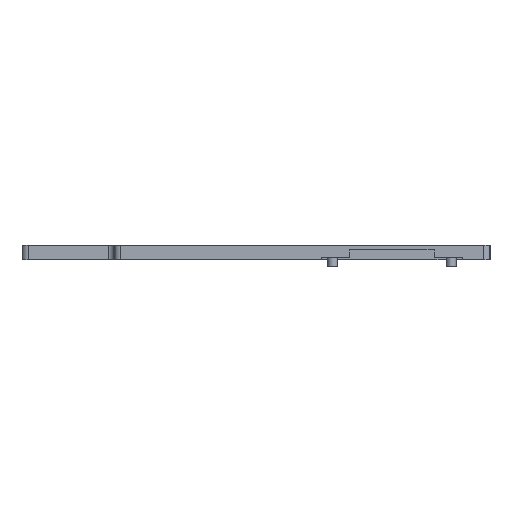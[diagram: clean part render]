
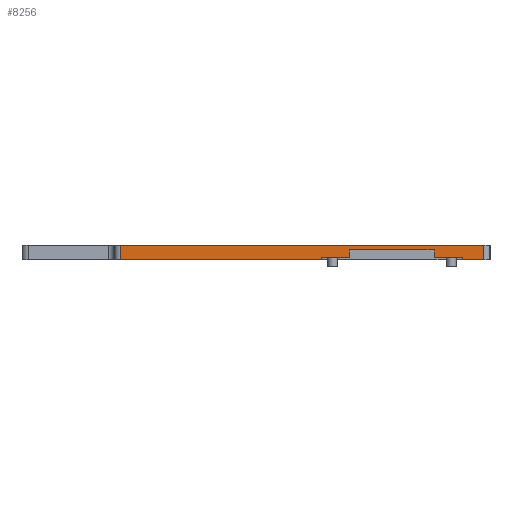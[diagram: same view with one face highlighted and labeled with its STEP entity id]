
A CAD part, left-side view. The second image highlights one B-rep face of the part: STEP entity #8256.
In plain terms, the highlighted planar face has unit normal (-1, 0, 0).
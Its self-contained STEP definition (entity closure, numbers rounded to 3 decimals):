
#967=CARTESIAN_POINT('',(-110.25,-47.033,11.));
#968=VERTEX_POINT('',#967);
#976=CARTESIAN_POINT('',(-110.25,-42.533,11.));
#977=VERTEX_POINT('',#976);
#978=CARTESIAN_POINT('',(-110.25,-42.533,11.));
#979=DIRECTION('',(0.,-1.,0.));
#980=VECTOR('',#979,4.5);
#981=LINE('',#978,#980);
#982=EDGE_CURVE('',#977,#968,#981,.T.);
#1000=CARTESIAN_POINT('',(-110.25,-13.533,11.));
#1001=VERTEX_POINT('',#1000);
#1008=CARTESIAN_POINT('',(-110.25,27.967,11.));
#1009=VERTEX_POINT('',#1008);
#1010=CARTESIAN_POINT('',(-110.25,27.967,11.));
#1011=DIRECTION('',(0.,-1.,0.));
#1012=VECTOR('',#1011,41.5);
#1013=LINE('',#1010,#1012);
#1014=EDGE_CURVE('',#1009,#1001,#1013,.T.);
#7932=CARTESIAN_POINT('',(-110.25,27.967,14.));
#7933=VERTEX_POINT('',#7932);
#7941=CARTESIAN_POINT('',(-110.25,-47.033,14.));
#7942=VERTEX_POINT('',#7941);
#7943=CARTESIAN_POINT('',(-110.25,27.967,14.));
#7944=DIRECTION('',(0.,-1.,0.));
#7945=VECTOR('',#7944,75.);
#7946=LINE('',#7943,#7945);
#7947=EDGE_CURVE('',#7933,#7942,#7946,.T.);
#8180=CARTESIAN_POINT('',(-110.25,-45.428,11.));
#8181=DIRECTION('',(-1.,0.,0.));
#8182=DIRECTION('',(0.,0.,1.));
#8183=AXIS2_PLACEMENT_3D('',#8180,#8181,#8182);
#8184=PLANE('',#8183);
#8185=ORIENTED_EDGE('',*,*,#982,.T.);
#8186=CARTESIAN_POINT('',(-110.25,-47.033,11.));
#8187=DIRECTION('',(0.,0.,1.));
#8188=VECTOR('',#8187,3.);
#8189=LINE('',#8186,#8188);
#8190=EDGE_CURVE('',#968,#7942,#8189,.T.);
#8191=ORIENTED_EDGE('',*,*,#8190,.T.);
#8192=ORIENTED_EDGE('',*,*,#7947,.F.);
#8193=CARTESIAN_POINT('',(-110.25,27.967,14.));
#8194=DIRECTION('',(-0.,-0.,-1.));
#8195=VECTOR('',#8194,3.);
#8196=LINE('',#8193,#8195);
#8197=EDGE_CURVE('',#7933,#1009,#8196,.T.);
#8198=ORIENTED_EDGE('',*,*,#8197,.T.);
#8199=ORIENTED_EDGE('',*,*,#1014,.T.);
#8200=CARTESIAN_POINT('',(-110.25,-13.533,11.5));
#8201=VERTEX_POINT('',#8200);
#8202=CARTESIAN_POINT('',(-110.25,-13.533,11.5));
#8203=DIRECTION('',(0.,0.,-1.));
#8204=VECTOR('',#8203,0.5);
#8205=LINE('',#8202,#8204);
#8206=EDGE_CURVE('',#8201,#1001,#8205,.T.);
#8207=ORIENTED_EDGE('',*,*,#8206,.F.);
#8208=CARTESIAN_POINT('',(-110.25,-19.323,11.5));
#8209=VERTEX_POINT('',#8208);
#8210=CARTESIAN_POINT('',(-110.25,-13.533,11.5));
#8211=DIRECTION('',(0.,-1.,0.));
#8212=VECTOR('',#8211,5.79);
#8213=LINE('',#8210,#8212);
#8214=EDGE_CURVE('',#8201,#8209,#8213,.T.);
#8215=ORIENTED_EDGE('',*,*,#8214,.T.);
#8216=CARTESIAN_POINT('',(-110.25,-19.323,13.));
#8217=VERTEX_POINT('',#8216);
#8218=CARTESIAN_POINT('',(-110.25,-19.323,13.));
#8219=DIRECTION('',(0.,0.,-1.));
#8220=VECTOR('',#8219,1.5);
#8221=LINE('',#8218,#8220);
#8222=EDGE_CURVE('',#8217,#8209,#8221,.T.);
#8223=ORIENTED_EDGE('',*,*,#8222,.F.);
#8224=CARTESIAN_POINT('',(-110.25,-36.744,13.));
#8225=VERTEX_POINT('',#8224);
#8226=CARTESIAN_POINT('',(-110.25,-19.323,13.));
#8227=DIRECTION('',(0.,-1.,0.));
#8228=VECTOR('',#8227,17.421);
#8229=LINE('',#8226,#8228);
#8230=EDGE_CURVE('',#8217,#8225,#8229,.T.);
#8231=ORIENTED_EDGE('',*,*,#8230,.T.);
#8232=CARTESIAN_POINT('',(-110.25,-36.744,11.5));
#8233=VERTEX_POINT('',#8232);
#8234=CARTESIAN_POINT('',(-110.25,-36.744,13.));
#8235=DIRECTION('',(0.,0.,-1.));
#8236=VECTOR('',#8235,1.5);
#8237=LINE('',#8234,#8236);
#8238=EDGE_CURVE('',#8225,#8233,#8237,.T.);
#8239=ORIENTED_EDGE('',*,*,#8238,.T.);
#8240=CARTESIAN_POINT('',(-110.25,-42.533,11.5));
#8241=VERTEX_POINT('',#8240);
#8242=CARTESIAN_POINT('',(-110.25,-36.744,11.5));
#8243=DIRECTION('',(0.,-1.,0.));
#8244=VECTOR('',#8243,5.79);
#8245=LINE('',#8242,#8244);
#8246=EDGE_CURVE('',#8233,#8241,#8245,.T.);
#8247=ORIENTED_EDGE('',*,*,#8246,.T.);
#8248=CARTESIAN_POINT('',(-110.25,-42.533,11.5));
#8249=DIRECTION('',(0.,0.,-1.));
#8250=VECTOR('',#8249,0.5);
#8251=LINE('',#8248,#8250);
#8252=EDGE_CURVE('',#8241,#977,#8251,.T.);
#8253=ORIENTED_EDGE('',*,*,#8252,.T.);
#8254=EDGE_LOOP('',(#8185,#8191,#8192,#8198,#8199,#8207,#8215,#8223,#8231,#8239,#8247,#8253));
#8255=FACE_BOUND('',#8254,.T.);
#8256=ADVANCED_FACE('',(#8255),#8184,.T.);
